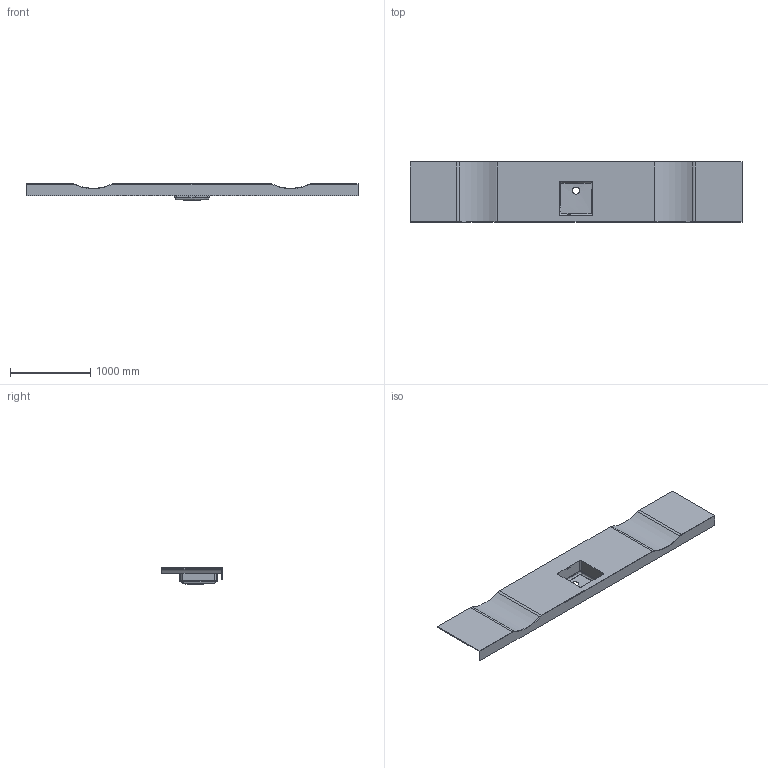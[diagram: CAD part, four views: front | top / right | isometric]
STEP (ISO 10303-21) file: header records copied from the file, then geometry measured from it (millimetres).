
FILE_DESCRIPTION(/* description */ (''),/* implementation_level */ '2;1');
FILE_NAME(/* name */ '4142',/* time_stamp */ '2020-11-23T10:58:40+08:00',/* author */ (''),/* organization */ (''),/* preprocessor_version */ 'ST-DEVELOPER v9',/* originating_system */ 'UGS - NX 4.0',/* authorisation */ '');
FILE_SCHEMA (('CONFIG_CONTROL_DESIGN'));
Length unit declared in the file: millimetre
Products named in the file (1): AdmiC6CE87vj
Bounding box: 4142 x 750 x 205.01 mm (x, y, z)
Volume: 46466286.4 mm3; surface area: 8133518.1 mm2
Topology: 1 solids, 1 shells, 130 faces, 348 edges, 223 vertices
Faces by surface type: plane 75, cylinder 31, bspline 10, extrusion 8, torus 6
Entity records: 14289 total; most frequent: CARTESIAN_POINT 11054, ORIENTED_EDGE 696, DIRECTION 598, EDGE_CURVE 348, VERTEX_POINT 223, VECTOR 220, LINE 212, AXIS2_PLACEMENT_3D 189
